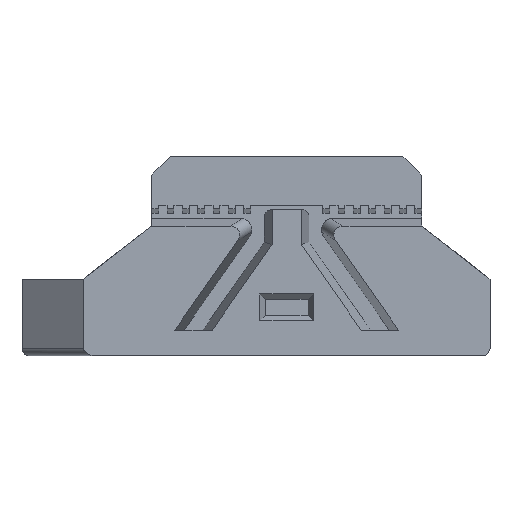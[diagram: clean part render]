
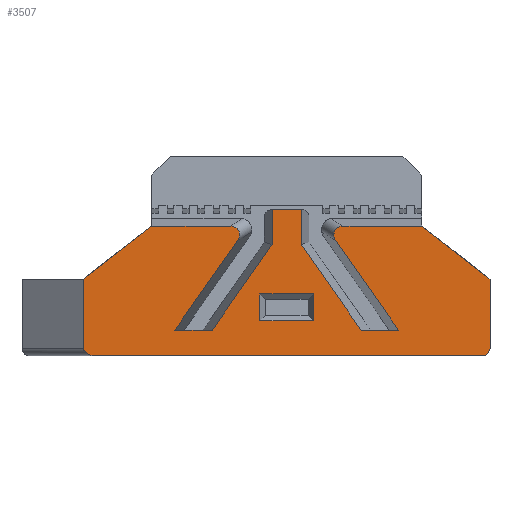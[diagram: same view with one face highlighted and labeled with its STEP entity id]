
A CAD part, front view. The second image highlights one B-rep face of the part: STEP entity #3507.
In plain terms, the highlighted planar face has unit normal (0, -1, 0).
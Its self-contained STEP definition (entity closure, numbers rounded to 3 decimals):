
#26=FACE_BOUND('',#303,.T.);
#36=CIRCLE('',#3705,1.);
#106=FACE_OUTER_BOUND('',#302,.T.);
#302=EDGE_LOOP('',(#2388,#2389,#2390,#2391,#2392,#2393,#2394,#2395,#2396,
#2397,#2398,#2399,#2400,#2401,#2402,#2403,#2404,#2405,#2406,#2407));
#303=EDGE_LOOP('',(#2408,#2409,#2410,#2411));
#522=LINE('',#4998,#985);
#526=LINE('',#5006,#989);
#531=LINE('',#5015,#994);
#532=LINE('',#5017,#995);
#542=LINE('',#5042,#1005);
#543=LINE('',#5044,#1006);
#544=LINE('',#5046,#1007);
#545=LINE('',#5049,#1008);
#546=LINE('',#5051,#1009);
#547=LINE('',#5053,#1010);
#548=LINE('',#5055,#1011);
#549=LINE('',#5059,#1012);
#550=LINE('',#5061,#1013);
#551=LINE('',#5063,#1014);
#552=LINE('',#5065,#1015);
#553=LINE('',#5067,#1016);
#554=LINE('',#5069,#1017);
#555=LINE('',#5071,#1018);
#556=LINE('',#5073,#1019);
#557=LINE('',#5074,#1020);
#985=VECTOR('',#4030,10.);
#989=VECTOR('',#4036,10.);
#994=VECTOR('',#4043,10.);
#995=VECTOR('',#4046,10.);
#1005=VECTOR('',#4066,10.);
#1006=VECTOR('',#4067,10.);
#1007=VECTOR('',#4068,10.);
#1008=VECTOR('',#4071,10.);
#1009=VECTOR('',#4072,10.);
#1010=VECTOR('',#4073,10.);
#1011=VECTOR('',#4074,10.);
#1012=VECTOR('',#4077,10.);
#1013=VECTOR('',#4078,10.);
#1014=VECTOR('',#4079,10.);
#1015=VECTOR('',#4080,10.);
#1016=VECTOR('',#4081,10.);
#1017=VECTOR('',#4082,10.);
#1018=VECTOR('',#4083,10.);
#1019=VECTOR('',#4084,10.);
#1020=VECTOR('',#4085,10.);
#1415=ELLIPSE('',#3730,1.335,1.2);
#1416=ELLIPSE('',#3731,1.544,1.);
#1417=ELLIPSE('',#3732,1.335,1.2);
#1442=VERTEX_POINT('',#4913);
#1443=VERTEX_POINT('',#4915);
#1472=VERTEX_POINT('',#4996);
#1473=VERTEX_POINT('',#4997);
#1476=VERTEX_POINT('',#5005);
#1479=VERTEX_POINT('',#5013);
#1487=VERTEX_POINT('',#5038);
#1488=VERTEX_POINT('',#5039);
#1489=VERTEX_POINT('',#5041);
#1490=VERTEX_POINT('',#5043);
#1491=VERTEX_POINT('',#5045);
#1492=VERTEX_POINT('',#5047);
#1493=VERTEX_POINT('',#5050);
#1494=VERTEX_POINT('',#5052);
#1495=VERTEX_POINT('',#5054);
#1496=VERTEX_POINT('',#5056);
#1497=VERTEX_POINT('',#5058);
#1498=VERTEX_POINT('',#5060);
#1499=VERTEX_POINT('',#5062);
#1500=VERTEX_POINT('',#5064);
#1501=VERTEX_POINT('',#5066);
#1502=VERTEX_POINT('',#5068);
#1503=VERTEX_POINT('',#5070);
#1504=VERTEX_POINT('',#5072);
#1779=EDGE_CURVE('',#1442,#1443,#36,.T.);
#1819=EDGE_CURVE('',#1472,#1473,#522,.T.);
#1823=EDGE_CURVE('',#1473,#1476,#526,.T.);
#1828=EDGE_CURVE('',#1479,#1472,#531,.T.);
#1829=EDGE_CURVE('',#1476,#1479,#532,.T.);
#1840=EDGE_CURVE('',#1487,#1488,#1415,.T.);
#1841=EDGE_CURVE('',#1489,#1487,#542,.T.);
#1842=EDGE_CURVE('',#1489,#1490,#543,.T.);
#1843=EDGE_CURVE('',#1491,#1490,#544,.T.);
#1844=EDGE_CURVE('',#1492,#1491,#1416,.T.);
#1845=EDGE_CURVE('',#1443,#1492,#545,.T.);
#1846=EDGE_CURVE('',#1442,#1493,#546,.T.);
#1847=EDGE_CURVE('',#1494,#1493,#547,.T.);
#1848=EDGE_CURVE('',#1495,#1494,#548,.T.);
#1849=EDGE_CURVE('',#1496,#1495,#1417,.T.);
#1850=EDGE_CURVE('',#1497,#1496,#549,.T.);
#1851=EDGE_CURVE('',#1497,#1498,#550,.T.);
#1852=EDGE_CURVE('',#1499,#1498,#551,.T.);
#1853=EDGE_CURVE('',#1500,#1499,#552,.T.);
#1854=EDGE_CURVE('',#1500,#1501,#553,.T.);
#1855=EDGE_CURVE('',#1502,#1501,#554,.T.);
#1856=EDGE_CURVE('',#1503,#1502,#555,.T.);
#1857=EDGE_CURVE('',#1503,#1504,#556,.T.);
#1858=EDGE_CURVE('',#1488,#1504,#557,.T.);
#2388=ORIENTED_EDGE('',*,*,#1840,.F.);
#2389=ORIENTED_EDGE('',*,*,#1841,.F.);
#2390=ORIENTED_EDGE('',*,*,#1842,.T.);
#2391=ORIENTED_EDGE('',*,*,#1843,.F.);
#2392=ORIENTED_EDGE('',*,*,#1844,.F.);
#2393=ORIENTED_EDGE('',*,*,#1845,.F.);
#2394=ORIENTED_EDGE('',*,*,#1779,.F.);
#2395=ORIENTED_EDGE('',*,*,#1846,.T.);
#2396=ORIENTED_EDGE('',*,*,#1847,.F.);
#2397=ORIENTED_EDGE('',*,*,#1848,.F.);
#2398=ORIENTED_EDGE('',*,*,#1849,.F.);
#2399=ORIENTED_EDGE('',*,*,#1850,.F.);
#2400=ORIENTED_EDGE('',*,*,#1851,.T.);
#2401=ORIENTED_EDGE('',*,*,#1852,.F.);
#2402=ORIENTED_EDGE('',*,*,#1853,.F.);
#2403=ORIENTED_EDGE('',*,*,#1854,.T.);
#2404=ORIENTED_EDGE('',*,*,#1855,.F.);
#2405=ORIENTED_EDGE('',*,*,#1856,.F.);
#2406=ORIENTED_EDGE('',*,*,#1857,.T.);
#2407=ORIENTED_EDGE('',*,*,#1858,.F.);
#2408=ORIENTED_EDGE('',*,*,#1819,.F.);
#2409=ORIENTED_EDGE('',*,*,#1828,.F.);
#2410=ORIENTED_EDGE('',*,*,#1829,.F.);
#2411=ORIENTED_EDGE('',*,*,#1823,.F.);
#3340=PLANE('',#3729);
#3507=ADVANCED_FACE('',(#106,#26),#3340,.T.);
#3705=AXIS2_PLACEMENT_3D('',#4916,#3960,#3961);
#3729=AXIS2_PLACEMENT_3D('',#5037,#4062,#4063);
#3730=AXIS2_PLACEMENT_3D('',#5040,#4064,#4065);
#3731=AXIS2_PLACEMENT_3D('',#5048,#4069,#4070);
#3732=AXIS2_PLACEMENT_3D('',#5057,#4075,#4076);
#3960=DIRECTION('center_axis',(0.,1.,0.));
#3961=DIRECTION('ref_axis',(0.707,0.,-0.707));
#4030=DIRECTION('',(-1.,0.,0.));
#4036=DIRECTION('',(0.,0.,-1.));
#4043=DIRECTION('',(0.,0.,1.));
#4046=DIRECTION('',(1.,0.,0.));
#4062=DIRECTION('center_axis',(0.,-1.,0.));
#4063=DIRECTION('ref_axis',(1.,0.,0.));
#4064=DIRECTION('center_axis',(0.,1.,0.));
#4065=DIRECTION('ref_axis',(0.859,0.,0.512));
#4066=DIRECTION('',(1.,0.,0.));
#4067=DIRECTION('',(-0.79,0.,-0.613));
#4068=DIRECTION('',(0.,0.,1.));
#4069=DIRECTION('center_axis',(0.,1.,0.));
#4070=DIRECTION('ref_axis',(-1.,0.,0.));
#4071=DIRECTION('',(-1.,0.,0.));
#4072=DIRECTION('',(0.,0.,1.));
#4073=DIRECTION('',(0.79,0.,-0.613));
#4074=DIRECTION('',(1.,0.,0.));
#4075=DIRECTION('center_axis',(0.,1.,0.));
#4076=DIRECTION('ref_axis',(-0.859,0.,0.512));
#4077=DIRECTION('',(-0.574,0.,0.819));
#4078=DIRECTION('',(-1.,0.,0.));
#4079=DIRECTION('',(0.574,0.,-0.819));
#4080=DIRECTION('',(0.,0.,-1.));
#4081=DIRECTION('',(-1.,0.,0.));
#4082=DIRECTION('',(0.,0.,1.));
#4083=DIRECTION('',(0.574,0.,0.819));
#4084=DIRECTION('',(-1.,0.,0.));
#4085=DIRECTION('',(-0.574,0.,-0.819));
#4913=CARTESIAN_POINT('',(47.,-5.5,1.));
#4915=CARTESIAN_POINT('',(46.,-5.5,0.));
#4916=CARTESIAN_POINT('Origin',(46.,-5.5,1.));
#4996=CARTESIAN_POINT('',(24.,-5.5,8.05));
#4997=CARTESIAN_POINT('',(17.,-5.5,8.05));
#4998=CARTESIAN_POINT('',(10.3,-5.5,8.05));
#5005=CARTESIAN_POINT('',(17.,-5.5,4.55));
#5006=CARTESIAN_POINT('',(17.,-5.5,2.625));
#5013=CARTESIAN_POINT('',(24.,-5.5,4.55));
#5015=CARTESIAN_POINT('',(24.,-5.5,3.675));
#5017=CARTESIAN_POINT('',(13.1,-5.5,4.55));
#5037=CARTESIAN_POINT('Origin',(2.9,-5.5,0.));
#5038=CARTESIAN_POINT('',(13.169,-5.5,16.9));
#5039=CARTESIAN_POINT('',(14.11,-5.5,15.047));
#5040=CARTESIAN_POINT('Origin',(13.047,-5.5,15.663));
#5041=CARTESIAN_POINT('',(2.9,-5.5,16.9));
#5042=CARTESIAN_POINT('',(8.673,-5.5,16.9));
#5043=CARTESIAN_POINT('',(-6.,-5.5,10.));
#5044=CARTESIAN_POINT('',(2.9,-5.5,16.9));
#5045=CARTESIAN_POINT('',(-6.,-5.5,1.));
#5046=CARTESIAN_POINT('',(-6.,-5.5,0.));
#5047=CARTESIAN_POINT('',(-4.456,-5.5,0.));
#5048=CARTESIAN_POINT('Origin',(-4.456,-5.5,1.));
#5049=CARTESIAN_POINT('',(47.,-5.5,0.));
#5050=CARTESIAN_POINT('',(47.,-5.5,10.));
#5051=CARTESIAN_POINT('',(47.,-5.5,0.));
#5052=CARTESIAN_POINT('',(38.1,-5.5,16.9));
#5053=CARTESIAN_POINT('',(38.1,-5.5,16.9));
#5054=CARTESIAN_POINT('',(27.831,-5.5,16.9));
#5055=CARTESIAN_POINT('',(20.5,-5.5,16.9));
#5056=CARTESIAN_POINT('',(26.89,-5.5,15.047));
#5057=CARTESIAN_POINT('Origin',(27.953,-5.5,15.663));
#5058=CARTESIAN_POINT('',(35.086,-5.5,3.343));
#5059=CARTESIAN_POINT('',(26.106,-5.5,16.168));
#5060=CARTESIAN_POINT('',(30.203,-5.5,3.343));
#5061=CARTESIAN_POINT('',(18.383,-5.5,3.343));
#5062=CARTESIAN_POINT('',(22.403,-5.5,14.481));
#5063=CARTESIAN_POINT('',(26.698,-5.5,8.348));
#5064=CARTESIAN_POINT('',(22.403,-5.5,19.05));
#5065=CARTESIAN_POINT('',(22.403,-5.5,7.398));
#5066=CARTESIAN_POINT('',(18.597,-5.5,19.05));
#5067=CARTESIAN_POINT('',(13.152,-5.5,19.05));
#5068=CARTESIAN_POINT('',(18.597,-5.5,14.481));
#5069=CARTESIAN_POINT('',(18.597,-5.5,9.525));
#5070=CARTESIAN_POINT('',(10.797,-5.5,3.343));
#5071=CARTESIAN_POINT('',(12.522,-5.5,5.806));
#5072=CARTESIAN_POINT('',(5.914,-5.5,3.343));
#5073=CARTESIAN_POINT('',(6.238,-5.5,3.343));
#5074=CARTESIAN_POINT('',(4.834,-5.5,1.8));
